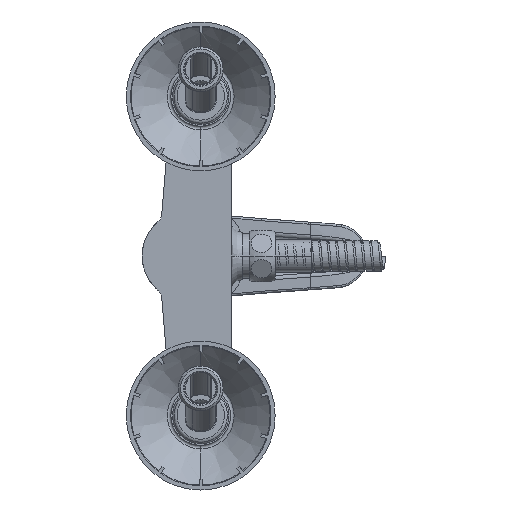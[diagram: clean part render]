
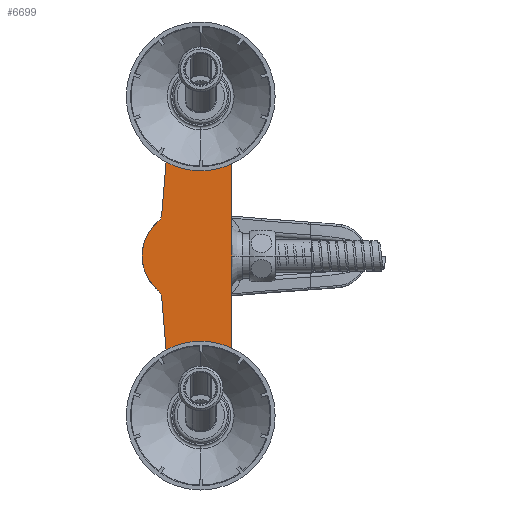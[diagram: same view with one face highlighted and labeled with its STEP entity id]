
A CAD part, left-side view. The second image highlights one B-rep face of the part: STEP entity #6699.
In plain terms, the highlighted planar face has unit normal (-1, 0, 0).
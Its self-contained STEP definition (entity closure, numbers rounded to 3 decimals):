
#2=CARTESIAN_POINT('',(0.,-14.5,-93.));
#3=CARTESIAN_POINT('',(0.,-14.5,-93.148));
#4=CARTESIAN_POINT('',(0.,-14.468,-93.44));
#5=CARTESIAN_POINT('',(0.,-14.318,-93.876));
#6=CARTESIAN_POINT('',(0.,-14.072,-94.262));
#7=CARTESIAN_POINT('',(0.,-13.761,-94.573));
#8=CARTESIAN_POINT('',(0.,-13.375,-94.818));
#9=CARTESIAN_POINT('',(0.,-12.939,-94.968));
#10=CARTESIAN_POINT('',(0.,-12.647,-95.));
#11=CARTESIAN_POINT('',(0.,-12.498,-95.));
#13=CARTESIAN_POINT('',(0.,12.501,-95.));
#14=CARTESIAN_POINT('',(0.,12.65,-95.));
#15=CARTESIAN_POINT('',(0.,12.942,-94.968));
#16=CARTESIAN_POINT('',(0.,13.376,
-94.818));
#17=CARTESIAN_POINT('',(0.,13.762,-94.574));
#18=CARTESIAN_POINT('',(0.,14.073,
-94.265));
#19=CARTESIAN_POINT('',(0.,14.32,-93.879));
#20=CARTESIAN_POINT('',(0.,14.47,
-93.444));
#21=CARTESIAN_POINT('',(0.,14.503,-93.153));
#22=CARTESIAN_POINT('',(0.,14.503,-93.005));
#24=CARTESIAN_POINT('',(0.,18.373,-19.236));
#25=CARTESIAN_POINT('',(0.,18.2,-20.698));
#26=CARTESIAN_POINT('',(0.,17.139,-30.054));
#27=CARTESIAN_POINT('',(0.,15.055,-54.611));
#28=CARTESIAN_POINT('',(0.,14.542,-77.782));
#29=CARTESIAN_POINT('',(0.,14.503,-93.005));
#31=CARTESIAN_POINT('',(0.,18.373,19.236));
#32=CARTESIAN_POINT('',(0.,18.2,20.698));
#33=CARTESIAN_POINT('',(0.,17.139,30.054));
#34=CARTESIAN_POINT('',(0.,15.055,54.611));
#35=CARTESIAN_POINT('',(0.,14.542,77.782));
#36=CARTESIAN_POINT('',(0.,14.503,93.005));
#38=CARTESIAN_POINT('',(0.,14.503,93.005));
#39=CARTESIAN_POINT('',(0.,14.503,93.153));
#40=CARTESIAN_POINT('',(0.,14.47,93.444));
#41=CARTESIAN_POINT('',(0.,14.32,93.879));
#42=CARTESIAN_POINT('',(0.,14.073,94.265));
#43=CARTESIAN_POINT('',(0.,13.762,94.574));
#44=CARTESIAN_POINT('',(0.,13.376,94.818));
#45=CARTESIAN_POINT('',(0.,12.942,94.968));
#46=CARTESIAN_POINT('',(0.,12.65,95.));
#47=CARTESIAN_POINT('',(0.,12.501,95.));
#49=CARTESIAN_POINT('',(0.,-12.498,95.));
#50=CARTESIAN_POINT('',(0.,-12.647,95.));
#51=CARTESIAN_POINT('',(0.,-12.939,94.968));
#52=CARTESIAN_POINT('',(0.,-13.375,94.818));
#53=CARTESIAN_POINT('',(0.,-13.761,94.573));
#54=CARTESIAN_POINT('',(0.,-14.072,94.262));
#55=CARTESIAN_POINT('',(0.,-14.318,93.876));
#56=CARTESIAN_POINT('',(0.,-14.468,93.44));
#57=CARTESIAN_POINT('',(0.,-14.5,93.148));
#58=CARTESIAN_POINT('',(0.,-14.5,93.));
#60=DIRECTION('',(0.,0.,1.));
#61=VECTOR('',#60,93.);
#62=CARTESIAN_POINT('',(0.,-14.5,0.));
#63=LINE('',#62,#61);
#64=DIRECTION('',(0.,0.,-1.));
#65=VECTOR('',#64,93.);
#66=CARTESIAN_POINT('',(0.,-14.5,0.));
#67=LINE('',#66,#65);
#68=CARTESIAN_POINT('',(0.,0.,-75.));
#69=DIRECTION('',(-1.,0.,0.));
#70=DIRECTION('',(0.,0.,-1.));
#71=AXIS2_PLACEMENT_3D('',#68,#69,#70);
#73=CARTESIAN_POINT('',(0.,0.,-75.));
#74=DIRECTION('',(-1.,0.,0.));
#75=DIRECTION('',(0.,0.,1.));
#76=AXIS2_PLACEMENT_3D('',#73,#74,#75);
#78=CARTESIAN_POINT('',(0.,0.,75.));
#79=DIRECTION('',(1.,0.,0.));
#80=DIRECTION('',(0.,0.,1.));
#81=AXIS2_PLACEMENT_3D('',#78,#79,#80);
#83=CARTESIAN_POINT('',(0.,0.,75.));
#84=DIRECTION('',(1.,0.,0.));
#85=DIRECTION('',(0.,0.,-1.));
#86=AXIS2_PLACEMENT_3D('',#83,#84,#85);
#209=DIRECTION('',(0.,-1.,0.));
#210=VECTOR('',#209,24.999);
#211=CARTESIAN_POINT('',(0.,12.501,95.));
#212=LINE('',#211,#210);
#227=CARTESIAN_POINT('',(0.,18.373,19.236));
#240=CARTESIAN_POINT('',(0.,20.111,
15.992));
#241=CARTESIAN_POINT('',(0.,19.87,
16.197));
#242=CARTESIAN_POINT('',(0.,19.434,16.645));
#243=CARTESIAN_POINT('',(0.,18.905,17.44));
#244=CARTESIAN_POINT('',(0.,18.539,18.317));
#245=CARTESIAN_POINT('',(0.,18.409,18.924));
#246=CARTESIAN_POINT('',(0.,18.373,19.236));
#323=CARTESIAN_POINT('',(0.,20.111,
15.992));
#331=CARTESIAN_POINT('',(0.,6.5,0.));
#332=DIRECTION('',(-1.,0.,0.));
#333=DIRECTION('',(0.,0.648,0.762));
#334=AXIS2_PLACEMENT_3D('',#331,#332,#333);
#5398=CARTESIAN_POINT('',(0.,6.5,0.));
#5399=DIRECTION('',(1.,0.,0.));
#5400=DIRECTION('',(0.,0.648,-0.762));
#5401=AXIS2_PLACEMENT_3D('',#5398,#5399,#5400);
#5409=CARTESIAN_POINT('',(0.,20.111,
-15.992));
#5540=CARTESIAN_POINT('',(0.,18.373,
-19.236));
#5541=CARTESIAN_POINT('',(0.,18.409,
-18.924));
#5542=CARTESIAN_POINT('',(0.,18.539,
-18.317));
#5543=CARTESIAN_POINT('',(0.,18.905,
-17.44));
#5544=CARTESIAN_POINT('',(0.,19.434,
-16.645));
#5545=CARTESIAN_POINT('',(0.,19.87,
-16.197));
#5546=CARTESIAN_POINT('',(0.,20.111,
-15.992));
#5564=CARTESIAN_POINT('',(0.,18.373,
-19.236));
#5623=DIRECTION('',(0.,-1.,0.));
#5624=VECTOR('',#5623,24.999);
#5625=CARTESIAN_POINT('',(0.,12.501,-95.));
#5626=LINE('',#5625,#5624);
#6054=CARTESIAN_POINT('',(0.,27.5,0.));
#6056=VERTEX_POINT('',#6054);
#6061=VERTEX_POINT('',#5564);
#6063=VERTEX_POINT('',#5409);
#6064=VERTEX_POINT('',#323);
#6066=VERTEX_POINT('',#227);
#6073=VERTEX_POINT('',#2);
#6074=VERTEX_POINT('',#11);
#6080=VERTEX_POINT('',#13);
#6081=VERTEX_POINT('',#22);
#6082=VERTEX_POINT('',#38);
#6083=VERTEX_POINT('',#47);
#6088=VERTEX_POINT('',#49);
#6089=VERTEX_POINT('',#58);
#6110=CARTESIAN_POINT('',(0.,0.,-85.75));
#6111=CARTESIAN_POINT('',(0.,0.,-64.25));
#6112=VERTEX_POINT('',#6110);
#6113=VERTEX_POINT('',#6111);
#6118=CARTESIAN_POINT('',(0.,0.,85.75));
#6119=CARTESIAN_POINT('',(0.,0.,64.25));
#6120=VERTEX_POINT('',#6118);
#6121=VERTEX_POINT('',#6119);
#6158=CARTESIAN_POINT('',(0.,-14.5,0.));
#6159=VERTEX_POINT('',#6158);
#6652=CARTESIAN_POINT('',(0.,0.,0.));
#6653=DIRECTION('',(1.,0.,0.));
#6654=DIRECTION('',(0.,0.,-1.));
#6655=AXIS2_PLACEMENT_3D('',#6652,#6653,#6654);
#6656=PLANE('',#6655);
#6658=ORIENTED_EDGE('',*,*,#6657,.T.);
#6660=ORIENTED_EDGE('',*,*,#6659,.F.);
#6662=ORIENTED_EDGE('',*,*,#6661,.T.);
#6664=ORIENTED_EDGE('',*,*,#6663,.F.);
#6666=ORIENTED_EDGE('',*,*,#6665,.T.);
#6668=ORIENTED_EDGE('',*,*,#6667,.T.);
#6670=ORIENTED_EDGE('',*,*,#6669,.F.);
#6672=ORIENTED_EDGE('',*,*,#6671,.T.);
#6674=ORIENTED_EDGE('',*,*,#6673,.T.);
#6676=ORIENTED_EDGE('',*,*,#6675,.T.);
#6678=ORIENTED_EDGE('',*,*,#6677,.T.);
#6680=ORIENTED_EDGE('',*,*,#6679,.T.);
#6682=ORIENTED_EDGE('',*,*,#6681,.F.);
#6684=ORIENTED_EDGE('',*,*,#6683,.T.);
#6685=EDGE_LOOP('',(#6658,#6660,#6662,#6664,#6666,#6668,#6670,#6672,#6674,#6676,
#6678,#6680,#6682,#6684));
#6686=FACE_OUTER_BOUND('',#6685,.F.);
#6688=ORIENTED_EDGE('',*,*,#6687,.T.);
#6690=ORIENTED_EDGE('',*,*,#6689,.T.);
#6691=EDGE_LOOP('',(#6688,#6690));
#6692=FACE_BOUND('',#6691,.F.);
#6694=ORIENTED_EDGE('',*,*,#6693,.F.);
#6696=ORIENTED_EDGE('',*,*,#6695,.F.);
#6697=EDGE_LOOP('',(#6694,#6696));
#6698=FACE_BOUND('',#6697,.F.);
#6699=ADVANCED_FACE('',(#6686,#6692,#6698),#6656,.F.);
#12=B_SPLINE_CURVE_WITH_KNOTS('',3,(#2,#3,#4,#5,#6,#7,#8,#9,#10,#11),
.UNSPECIFIED.,.F.,.F.,(4,1,1,1,1,1,1,4),(0.,0.143,
0.286,0.429,0.571,0.714,
0.857,1.),.UNSPECIFIED.);
#23=B_SPLINE_CURVE_WITH_KNOTS('',3,(#13,#14,#15,#16,#17,#18,#19,#20,#21,#22),
.UNSPECIFIED.,.F.,.F.,(4,1,1,1,1,1,1,4),(0.,0.143,
0.286,0.429,0.571,0.714,
0.857,1.),.UNSPECIFIED.);
#30=B_SPLINE_CURVE_WITH_KNOTS('',3,(#24,#25,#26,#27,#28,#29),.UNSPECIFIED.,.F.,
.F.,(4,1,1,4),(0.,0.06,0.382,1.),.UNSPECIFIED.);
#37=B_SPLINE_CURVE_WITH_KNOTS('',3,(#31,#32,#33,#34,#35,#36),.UNSPECIFIED.,.F.,
.F.,(4,1,1,4),(0.,0.06,0.382,1.),.UNSPECIFIED.);
#48=B_SPLINE_CURVE_WITH_KNOTS('',3,(#38,#39,#40,#41,#42,#43,#44,#45,#46,#47),
.UNSPECIFIED.,.F.,.F.,(4,1,1,1,1,1,1,4),(0.,0.143,
0.286,0.429,0.571,0.714,
0.857,1.),.UNSPECIFIED.);
#59=B_SPLINE_CURVE_WITH_KNOTS('',3,(#49,#50,#51,#52,#53,#54,#55,#56,#57,#58),
.UNSPECIFIED.,.F.,.F.,(4,1,1,1,1,1,1,4),(0.,0.143,
0.286,0.429,0.571,0.714,
0.857,1.),.UNSPECIFIED.);
#72=CIRCLE('',#71,10.75);
#77=CIRCLE('',#76,10.75);
#82=CIRCLE('',#81,10.75);
#87=CIRCLE('',#86,10.75);
#247=B_SPLINE_CURVE_WITH_KNOTS('',3,(#240,#241,#242,#243,#244,#245,#246),
.UNSPECIFIED.,.F.,.F.,(4,1,1,1,4),(0.,0.25,0.5,0.75,1.),
.UNSPECIFIED.);
#335=CIRCLE('',#334,21.);
#5402=CIRCLE('',#5401,21.);
#5547=B_SPLINE_CURVE_WITH_KNOTS('',3,(#5540,#5541,#5542,#5543,#5544,#5545,
#5546),.UNSPECIFIED.,.F.,.F.,(4,1,1,1,4),(0.,0.25,0.5,0.75,1.),
.UNSPECIFIED.);
#6657=EDGE_CURVE('',#6073,#6074,#12,.T.);
#6659=EDGE_CURVE('',#6080,#6074,#5626,.T.);
#6661=EDGE_CURVE('',#6080,#6081,#23,.T.);
#6663=EDGE_CURVE('',#6061,#6081,#30,.T.);
#6665=EDGE_CURVE('',#6061,#6063,#5547,.T.);
#6667=EDGE_CURVE('',#6063,#6056,#5402,.T.);
#6669=EDGE_CURVE('',#6064,#6056,#335,.T.);
#6671=EDGE_CURVE('',#6064,#6066,#247,.T.);
#6673=EDGE_CURVE('',#6066,#6082,#37,.T.);
#6675=EDGE_CURVE('',#6082,#6083,#48,.T.);
#6677=EDGE_CURVE('',#6083,#6088,#212,.T.);
#6679=EDGE_CURVE('',#6088,#6089,#59,.T.);
#6681=EDGE_CURVE('',#6159,#6089,#63,.T.);
#6683=EDGE_CURVE('',#6159,#6073,#67,.T.);
#6687=EDGE_CURVE('',#6112,#6113,#72,.T.);
#6689=EDGE_CURVE('',#6113,#6112,#77,.T.);
#6693=EDGE_CURVE('',#6120,#6121,#82,.T.);
#6695=EDGE_CURVE('',#6121,#6120,#87,.T.);
